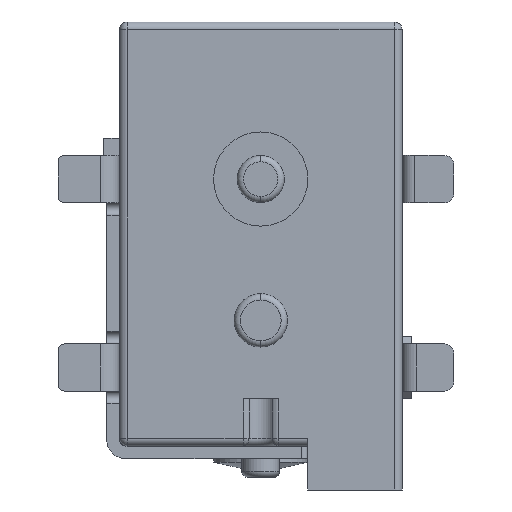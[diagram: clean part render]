
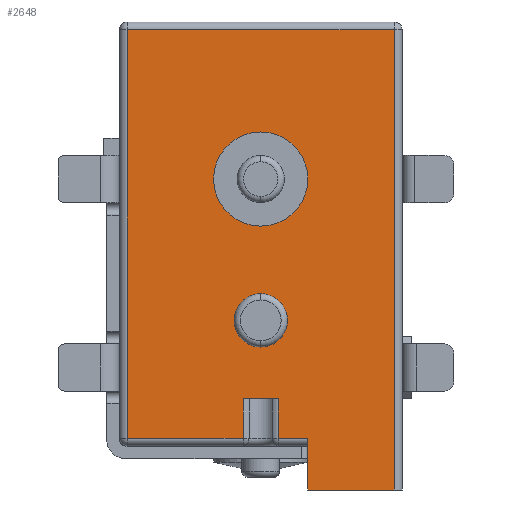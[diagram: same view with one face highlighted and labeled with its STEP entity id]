
A CAD part, front view. The second image highlights one B-rep face of the part: STEP entity #2648.
In plain terms, the highlighted planar face has unit normal (0, -1, 0).
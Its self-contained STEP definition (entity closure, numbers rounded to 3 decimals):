
#65 = DIRECTION ( 'NONE',  ( 0., 0., 1. ) ) ;
#141 = LINE ( 'NONE', #10156, #4999 ) ;
#219 = ORIENTED_EDGE ( 'NONE', *, *, #4167, .F. ) ;
#233 = LINE ( 'NONE', #1067, #8038 ) ;
#304 = EDGE_LOOP ( 'NONE', ( #3455, #10890, #4621, #1816, #219, #10408, #578, #11558, #5941, #4833 ) ) ;
#371 = CARTESIAN_POINT ( 'NONE',  ( 0., -6.5, -9.5 ) ) ;
#379 = LINE ( 'NONE', #2230, #8394 ) ;
#382 = CARTESIAN_POINT ( 'NONE',  ( -4.25, -6.5, -13.25 ) ) ;
#397 = EDGE_CURVE ( 'NONE', #3943, #5113, #8280, .T. ) ;
#449 = CIRCLE ( 'NONE', #8672, 0.85 ) ;
#527 = CARTESIAN_POINT ( 'NONE',  ( 1.5, -6.5, -14.9 ) ) ;
#577 = CARTESIAN_POINT ( 'NONE',  ( 0., -6.5, -5. ) ) ;
#578 = ORIENTED_EDGE ( 'NONE', *, *, #8194, .F. ) ;
#723 = CARTESIAN_POINT ( 'NONE',  ( 0.559, -6.5, -12. ) ) ;
#1035 = CARTESIAN_POINT ( 'NONE',  ( 0., -6.5, -3.5 ) ) ;
#1040 = VECTOR ( 'NONE', #9065, 1000. ) ;
#1057 = VERTEX_POINT ( 'NONE', #11797 ) ;
#1067 = CARTESIAN_POINT ( 'NONE',  ( -4.25, -6.5, -6.125 ) ) ;
#1098 = EDGE_CURVE ( 'NONE', #6493, #6696, #8353, .T. ) ;
#1294 = CARTESIAN_POINT ( 'NONE',  ( 4.25, -6.5, -14.9 ) ) ;
#1325 = DIRECTION ( 'NONE',  ( 0., -1., 0. ) ) ;
#1578 = VERTEX_POINT ( 'NONE', #723 ) ;
#1693 = VERTEX_POINT ( 'NONE', #8500 ) ;
#1816 = ORIENTED_EDGE ( 'NONE', *, *, #1098, .F. ) ;
#1818 = CARTESIAN_POINT ( 'NONE',  ( 0., -6.5, -14.9 ) ) ;
#1821 = EDGE_CURVE ( 'NONE', #6696, #9747, #10728, .T. ) ;
#1900 = CARTESIAN_POINT ( 'NONE',  ( 4.25, -6.5, -6.125 ) ) ;
#1936 = DIRECTION ( 'NONE',  ( 0., 0., 1. ) ) ;
#1995 = EDGE_CURVE ( 'NONE', #5864, #3943, #2614, .T. ) ;
#2000 = CARTESIAN_POINT ( 'NONE',  ( 4.25, -6.5, -0.25 ) ) ;
#2032 = PLANE ( 'NONE',  #8601 ) ;
#2049 = CARTESIAN_POINT ( 'NONE',  ( 0., -6.5, -9.5 ) ) ;
#2230 = CARTESIAN_POINT ( 'NONE',  ( 0., -6.5, -0.25 ) ) ;
#2614 = LINE ( 'NONE', #1900, #3200 ) ;
#2621 = CARTESIAN_POINT ( 'NONE',  ( -0.559, -6.5, -12. ) ) ;
#2645 = DIRECTION ( 'NONE',  ( -1., 0., 0. ) ) ;
#2648 = ADVANCED_FACE ( 'NONE', ( #10259, #10199, #4545 ), #2032, .F. ) ;
#2955 = CIRCLE ( 'NONE', #9673, 0.85 ) ;
#3016 = VECTOR ( 'NONE', #2645, 1000. ) ;
#3057 = EDGE_CURVE ( 'NONE', #3614, #1057, #449, .T. ) ;
#3161 = CARTESIAN_POINT ( 'NONE',  ( 0., -6.5, -8.65 ) ) ;
#3200 = VECTOR ( 'NONE', #3687, 1000. ) ;
#3233 = DIRECTION ( 'NONE',  ( 0., 0., 1. ) ) ;
#3240 = DIRECTION ( 'NONE',  ( 1., 0., 0. ) ) ;
#3290 = CARTESIAN_POINT ( 'NONE',  ( 0., -6.5, -6.5 ) ) ;
#3455 = ORIENTED_EDGE ( 'NONE', *, *, #8676, .F. ) ;
#3614 = VERTEX_POINT ( 'NONE', #3161 ) ;
#3687 = DIRECTION ( 'NONE',  ( 0., 0., -1. ) ) ;
#3761 = VERTEX_POINT ( 'NONE', #7048 ) ;
#3943 = VERTEX_POINT ( 'NONE', #1294 ) ;
#4013 = EDGE_LOOP ( 'NONE', ( #11436, #10000 ) ) ;
#4167 = EDGE_CURVE ( 'NONE', #1578, #6493, #141, .T. ) ;
#4260 = AXIS2_PLACEMENT_3D ( 'NONE', #6144, #11629, #10665 ) ;
#4359 = VERTEX_POINT ( 'NONE', #3290 ) ;
#4545 = FACE_OUTER_BOUND ( 'NONE', #304, .T. ) ;
#4571 = AXIS2_PLACEMENT_3D ( 'NONE', #577, #10031, #9122 ) ;
#4621 = ORIENTED_EDGE ( 'NONE', *, *, #1821, .F. ) ;
#4723 = CARTESIAN_POINT ( 'NONE',  ( 0., -6.5, -6.125 ) ) ;
#4833 = ORIENTED_EDGE ( 'NONE', *, *, #1995, .F. ) ;
#4948 = EDGE_CURVE ( 'NONE', #9747, #1693, #233, .T. ) ;
#4999 = VECTOR ( 'NONE', #5755, 1000. ) ;
#5113 = VERTEX_POINT ( 'NONE', #527 ) ;
#5194 = DIRECTION ( 'NONE',  ( -1., 0., 0. ) ) ;
#5299 = VECTOR ( 'NONE', #5194, 1000. ) ;
#5504 = DIRECTION ( 'NONE',  ( 0., 1., 0. ) ) ;
#5717 = CARTESIAN_POINT ( 'NONE',  ( -0.559, -6.5, -13.25 ) ) ;
#5755 = DIRECTION ( 'NONE',  ( -1., 0., 0. ) ) ;
#5861 = EDGE_CURVE ( 'NONE', #1057, #3614, #2955, .T. ) ;
#5864 = VERTEX_POINT ( 'NONE', #2000 ) ;
#5941 = ORIENTED_EDGE ( 'NONE', *, *, #397, .F. ) ;
#6144 = CARTESIAN_POINT ( 'NONE',  ( 0., -6.5, -5. ) ) ;
#6493 = VERTEX_POINT ( 'NONE', #2621 ) ;
#6570 = DIRECTION ( 'NONE',  ( 0., 0., 1. ) ) ;
#6696 = VERTEX_POINT ( 'NONE', #5717 ) ;
#6938 = CIRCLE ( 'NONE', #4260, 1.5 ) ;
#7048 = CARTESIAN_POINT ( 'NONE',  ( 1.5, -6.5, -13.25 ) ) ;
#7170 = CARTESIAN_POINT ( 'NONE',  ( 0.559, -6.5, -13.25 ) ) ;
#7284 = CARTESIAN_POINT ( 'NONE',  ( 0., -6.5, -13.25 ) ) ;
#7348 = EDGE_CURVE ( 'NONE', #10658, #1578, #10456, .T. ) ;
#7547 = ORIENTED_EDGE ( 'NONE', *, *, #9591, .F. ) ;
#7646 = EDGE_LOOP ( 'NONE', ( #7547, #10087 ) ) ;
#7892 = CARTESIAN_POINT ( 'NONE',  ( -0.485, -6.5, -13.25 ) ) ;
#8038 = VECTOR ( 'NONE', #6570, 1000. ) ;
#8182 = LINE ( 'NONE', #7284, #10718 ) ;
#8194 = EDGE_CURVE ( 'NONE', #3761, #10658, #8182, .T. ) ;
#8213 = CARTESIAN_POINT ( 'NONE',  ( 0.559, -6.5, -6.125 ) ) ;
#8266 = VECTOR ( 'NONE', #9086, 1000. ) ;
#8280 = LINE ( 'NONE', #1818, #3016 ) ;
#8353 = LINE ( 'NONE', #11140, #8266 ) ;
#8359 = EDGE_CURVE ( 'NONE', #10046, #4359, #9753, .T. ) ;
#8394 = VECTOR ( 'NONE', #3240, 1000. ) ;
#8500 = CARTESIAN_POINT ( 'NONE',  ( -4.25, -6.5, -0.25 ) ) ;
#8601 = AXIS2_PLACEMENT_3D ( 'NONE', #4723, #5504, #65 ) ;
#8672 = AXIS2_PLACEMENT_3D ( 'NONE', #371, #1325, #3233 ) ;
#8676 = EDGE_CURVE ( 'NONE', #1693, #5864, #379, .T. ) ;
#9065 = DIRECTION ( 'NONE',  ( 0., 0., 1. ) ) ;
#9086 = DIRECTION ( 'NONE',  ( 0., 0., -1. ) ) ;
#9122 = DIRECTION ( 'NONE',  ( 0., 0., -1. ) ) ;
#9146 = DIRECTION ( 'NONE',  ( -1., 0., 0. ) ) ;
#9406 = EDGE_CURVE ( 'NONE', #3761, #5113, #10194, .T. ) ;
#9591 = EDGE_CURVE ( 'NONE', #4359, #10046, #6938, .T. ) ;
#9673 = AXIS2_PLACEMENT_3D ( 'NONE', #2049, #10157, #1936 ) ;
#9747 = VERTEX_POINT ( 'NONE', #382 ) ;
#9753 = CIRCLE ( 'NONE', #4571, 1.5 ) ;
#10000 = ORIENTED_EDGE ( 'NONE', *, *, #5861, .F. ) ;
#10031 = DIRECTION ( 'NONE',  ( 0., -1., 0. ) ) ;
#10046 = VERTEX_POINT ( 'NONE', #1035 ) ;
#10073 = CARTESIAN_POINT ( 'NONE',  ( 1.5, -6.5, -14.075 ) ) ;
#10087 = ORIENTED_EDGE ( 'NONE', *, *, #8359, .F. ) ;
#10156 = CARTESIAN_POINT ( 'NONE',  ( 0., -6.5, -12. ) ) ;
#10157 = DIRECTION ( 'NONE',  ( 0., -1., 0. ) ) ;
#10194 = LINE ( 'NONE', #10073, #11176 ) ;
#10199 = FACE_BOUND ( 'NONE', #7646, .T. ) ;
#10259 = FACE_BOUND ( 'NONE', #4013, .T. ) ;
#10408 = ORIENTED_EDGE ( 'NONE', *, *, #7348, .F. ) ;
#10456 = LINE ( 'NONE', #8213, #1040 ) ;
#10658 = VERTEX_POINT ( 'NONE', #7170 ) ;
#10665 = DIRECTION ( 'NONE',  ( 0., 0., -1. ) ) ;
#10718 = VECTOR ( 'NONE', #9146, 1000. ) ;
#10728 = LINE ( 'NONE', #7892, #5299 ) ;
#10890 = ORIENTED_EDGE ( 'NONE', *, *, #4948, .F. ) ;
#10981 = DIRECTION ( 'NONE',  ( 0., 0., -1. ) ) ;
#11140 = CARTESIAN_POINT ( 'NONE',  ( -0.559, -6.5, -6.125 ) ) ;
#11176 = VECTOR ( 'NONE', #10981, 1000. ) ;
#11436 = ORIENTED_EDGE ( 'NONE', *, *, #3057, .F. ) ;
#11558 = ORIENTED_EDGE ( 'NONE', *, *, #9406, .T. ) ;
#11629 = DIRECTION ( 'NONE',  ( 0., -1., 0. ) ) ;
#11797 = CARTESIAN_POINT ( 'NONE',  ( 0., -6.5, -10.35 ) ) ;
